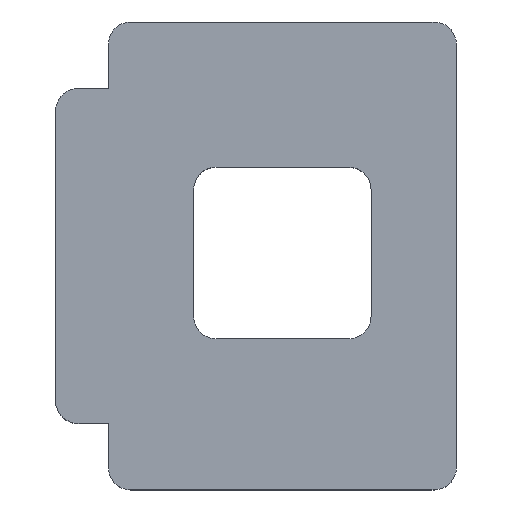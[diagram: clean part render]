
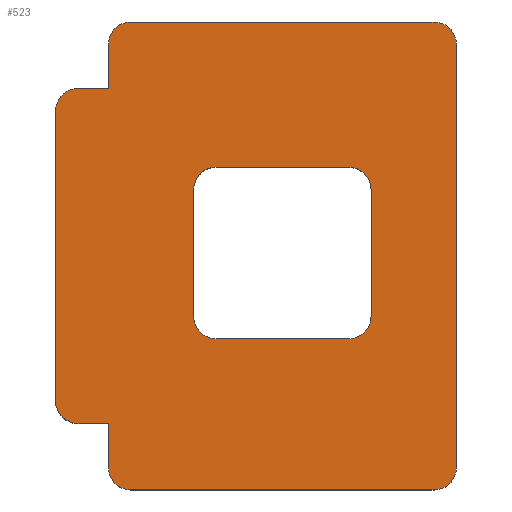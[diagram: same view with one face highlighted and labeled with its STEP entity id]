
A CAD part, top view. The second image highlights one B-rep face of the part: STEP entity #523.
In plain terms, the highlighted planar face has unit normal (0, 0, 1).
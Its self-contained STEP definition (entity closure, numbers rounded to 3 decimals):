
#27=FACE_BOUND('',#60,.T.);
#31=FACE_OUTER_BOUND('',#59,.T.);
#59=EDGE_LOOP('',(#360,#361,#362,#363,#364,#365,#366,#367,#368,#369,#370,
#371,#372,#373));
#60=EDGE_LOOP('',(#374,#375,#376,#377,#378,#379,#380,#381));
#93=LINE('',#802,#147);
#94=LINE('',#806,#148);
#95=LINE('',#810,#149);
#96=LINE('',#814,#150);
#97=LINE('',#816,#151);
#98=LINE('',#820,#152);
#99=LINE('',#823,#153);
#100=LINE('',#827,#154);
#101=LINE('',#831,#155);
#102=LINE('',#835,#156);
#103=LINE('',#839,#157);
#104=LINE('',#843,#158);
#147=VECTOR('',#639,10.);
#148=VECTOR('',#642,10.);
#149=VECTOR('',#645,10.);
#150=VECTOR('',#648,10.);
#151=VECTOR('',#649,10.);
#152=VECTOR('',#652,10.);
#153=VECTOR('',#655,10.);
#154=VECTOR('',#658,10.);
#155=VECTOR('',#661,10.);
#156=VECTOR('',#664,10.);
#157=VECTOR('',#667,10.);
#158=VECTOR('',#670,10.);
#198=CIRCLE('',#575,10.);
#199=CIRCLE('',#576,10.);
#200=CIRCLE('',#577,10.);
#201=CIRCLE('',#578,10.);
#202=CIRCLE('',#579,10.);
#203=CIRCLE('',#580,10.);
#204=CIRCLE('',#581,10.);
#205=CIRCLE('',#582,10.);
#206=CIRCLE('',#583,10.);
#207=CIRCLE('',#584,10.);
#226=VERTEX_POINT('',#798);
#227=VERTEX_POINT('',#800);
#228=VERTEX_POINT('',#804);
#229=VERTEX_POINT('',#805);
#230=VERTEX_POINT('',#807);
#231=VERTEX_POINT('',#809);
#232=VERTEX_POINT('',#811);
#233=VERTEX_POINT('',#813);
#234=VERTEX_POINT('',#815);
#235=VERTEX_POINT('',#817);
#236=VERTEX_POINT('',#819);
#237=VERTEX_POINT('',#821);
#238=VERTEX_POINT('',#824);
#239=VERTEX_POINT('',#826);
#240=VERTEX_POINT('',#829);
#241=VERTEX_POINT('',#830);
#242=VERTEX_POINT('',#832);
#243=VERTEX_POINT('',#834);
#244=VERTEX_POINT('',#836);
#245=VERTEX_POINT('',#838);
#246=VERTEX_POINT('',#840);
#247=VERTEX_POINT('',#842);
#280=EDGE_CURVE('',#226,#227,#93,.T.);
#281=EDGE_CURVE('',#228,#229,#94,.T.);
#282=EDGE_CURVE('',#229,#230,#198,.T.);
#283=EDGE_CURVE('',#230,#231,#95,.T.);
#284=EDGE_CURVE('',#231,#232,#199,.T.);
#285=EDGE_CURVE('',#232,#233,#96,.T.);
#286=EDGE_CURVE('',#233,#234,#97,.T.);
#287=EDGE_CURVE('',#234,#235,#200,.T.);
#288=EDGE_CURVE('',#235,#236,#98,.T.);
#289=EDGE_CURVE('',#236,#237,#201,.T.);
#290=EDGE_CURVE('',#237,#226,#99,.T.);
#291=EDGE_CURVE('',#227,#238,#202,.T.);
#292=EDGE_CURVE('',#238,#239,#100,.T.);
#293=EDGE_CURVE('',#239,#228,#203,.T.);
#294=EDGE_CURVE('',#240,#241,#101,.T.);
#295=EDGE_CURVE('',#241,#242,#204,.T.);
#296=EDGE_CURVE('',#242,#243,#102,.T.);
#297=EDGE_CURVE('',#243,#244,#205,.T.);
#298=EDGE_CURVE('',#244,#245,#103,.T.);
#299=EDGE_CURVE('',#245,#246,#206,.T.);
#300=EDGE_CURVE('',#246,#247,#104,.T.);
#301=EDGE_CURVE('',#247,#240,#207,.T.);
#360=ORIENTED_EDGE('',*,*,#281,.T.);
#361=ORIENTED_EDGE('',*,*,#282,.T.);
#362=ORIENTED_EDGE('',*,*,#283,.T.);
#363=ORIENTED_EDGE('',*,*,#284,.T.);
#364=ORIENTED_EDGE('',*,*,#285,.T.);
#365=ORIENTED_EDGE('',*,*,#286,.T.);
#366=ORIENTED_EDGE('',*,*,#287,.T.);
#367=ORIENTED_EDGE('',*,*,#288,.T.);
#368=ORIENTED_EDGE('',*,*,#289,.T.);
#369=ORIENTED_EDGE('',*,*,#290,.T.);
#370=ORIENTED_EDGE('',*,*,#280,.T.);
#371=ORIENTED_EDGE('',*,*,#291,.T.);
#372=ORIENTED_EDGE('',*,*,#292,.T.);
#373=ORIENTED_EDGE('',*,*,#293,.T.);
#374=ORIENTED_EDGE('',*,*,#294,.T.);
#375=ORIENTED_EDGE('',*,*,#295,.T.);
#376=ORIENTED_EDGE('',*,*,#296,.T.);
#377=ORIENTED_EDGE('',*,*,#297,.T.);
#378=ORIENTED_EDGE('',*,*,#298,.T.);
#379=ORIENTED_EDGE('',*,*,#299,.T.);
#380=ORIENTED_EDGE('',*,*,#300,.T.);
#381=ORIENTED_EDGE('',*,*,#301,.T.);
#507=PLANE('',#574);
#523=ADVANCED_FACE('',(#31,#27),#507,.T.);
#574=AXIS2_PLACEMENT_3D('',#803,#640,#641);
#575=AXIS2_PLACEMENT_3D('',#808,#643,#644);
#576=AXIS2_PLACEMENT_3D('',#812,#646,#647);
#577=AXIS2_PLACEMENT_3D('',#818,#650,#651);
#578=AXIS2_PLACEMENT_3D('',#822,#653,#654);
#579=AXIS2_PLACEMENT_3D('',#825,#656,#657);
#580=AXIS2_PLACEMENT_3D('',#828,#659,#660);
#581=AXIS2_PLACEMENT_3D('',#833,#662,#663);
#582=AXIS2_PLACEMENT_3D('',#837,#665,#666);
#583=AXIS2_PLACEMENT_3D('',#841,#668,#669);
#584=AXIS2_PLACEMENT_3D('',#844,#671,#672);
#639=DIRECTION('',(0.,-1.,0.));
#640=DIRECTION('center_axis',(0.,0.,1.));
#641=DIRECTION('ref_axis',(1.,0.,0.));
#642=DIRECTION('',(0.,1.,0.));
#643=DIRECTION('center_axis',(0.,0.,1.));
#644=DIRECTION('ref_axis',(-1.,0.,0.));
#645=DIRECTION('',(-1.,0.,0.));
#646=DIRECTION('center_axis',(0.,0.,1.));
#647=DIRECTION('ref_axis',(0.,-1.,0.));
#648=DIRECTION('',(0.,-1.,0.));
#649=DIRECTION('',(-1.,0.,0.));
#650=DIRECTION('center_axis',(0.,0.,1.));
#651=DIRECTION('ref_axis',(0.,1.,0.));
#652=DIRECTION('',(0.,-1.,0.));
#653=DIRECTION('center_axis',(0.,0.,1.));
#654=DIRECTION('ref_axis',(-1.,0.,0.));
#655=DIRECTION('',(1.,0.,0.));
#656=DIRECTION('center_axis',(0.,0.,1.));
#657=DIRECTION('ref_axis',(1.,0.,0.));
#658=DIRECTION('',(1.,0.,0.));
#659=DIRECTION('center_axis',(0.,0.,1.));
#660=DIRECTION('ref_axis',(0.,1.,0.));
#661=DIRECTION('',(-1.,0.,0.));
#662=DIRECTION('center_axis',(0.,0.,-1.));
#663=DIRECTION('ref_axis',(1.,0.,0.));
#664=DIRECTION('',(0.,1.,0.));
#665=DIRECTION('center_axis',(0.,0.,-1.));
#666=DIRECTION('ref_axis',(0.,-1.,0.));
#667=DIRECTION('',(1.,0.,0.));
#668=DIRECTION('center_axis',(0.,0.,-1.));
#669=DIRECTION('ref_axis',(-1.,0.,0.));
#670=DIRECTION('',(0.,-1.,0.));
#671=DIRECTION('center_axis',(0.,0.,-1.));
#672=DIRECTION('ref_axis',(0.,1.,0.));
#798=CARTESIAN_POINT('',(-167.262,4.201,91.144));
#800=CARTESIAN_POINT('',(-167.262,-15.579,91.144));
#802=CARTESIAN_POINT('',(-167.262,-15.579,91.144));
#803=CARTESIAN_POINT('Origin',(-89.393,79.135,91.144));
#804=CARTESIAN_POINT('',(-11.524,-15.579,91.144));
#805=CARTESIAN_POINT('',(-11.524,173.848,91.144));
#806=CARTESIAN_POINT('',(-11.524,173.848,91.144));
#807=CARTESIAN_POINT('',(-21.524,183.848,91.144));
#808=CARTESIAN_POINT('Origin',(-21.524,173.848,91.144));
#809=CARTESIAN_POINT('',(-157.262,183.848,91.144));
#810=CARTESIAN_POINT('',(-157.262,183.848,91.144));
#811=CARTESIAN_POINT('',(-167.262,173.848,91.144));
#812=CARTESIAN_POINT('Origin',(-157.262,173.848,91.144));
#813=CARTESIAN_POINT('',(-167.262,154.069,91.144));
#814=CARTESIAN_POINT('',(-167.262,-15.579,91.144));
#815=CARTESIAN_POINT('',(-180.846,154.069,91.144));
#816=CARTESIAN_POINT('',(-21.524,154.069,91.144));
#817=CARTESIAN_POINT('',(-190.846,144.069,91.144));
#818=CARTESIAN_POINT('Origin',(-180.846,144.069,91.144));
#819=CARTESIAN_POINT('',(-190.846,14.201,91.144));
#820=CARTESIAN_POINT('',(-190.846,144.069,91.144));
#821=CARTESIAN_POINT('',(-180.846,4.201,91.144));
#822=CARTESIAN_POINT('Origin',(-180.846,14.201,91.144));
#823=CARTESIAN_POINT('',(-180.846,4.201,91.144));
#824=CARTESIAN_POINT('',(-157.262,-25.579,91.144));
#825=CARTESIAN_POINT('Origin',(-157.262,-15.579,91.144));
#826=CARTESIAN_POINT('',(-21.524,-25.579,91.144));
#827=CARTESIAN_POINT('',(-21.524,-25.579,91.144));
#828=CARTESIAN_POINT('Origin',(-21.524,-15.579,91.144));
#829=CARTESIAN_POINT('',(-59.714,42.061,91.144));
#830=CARTESIAN_POINT('',(-119.073,42.061,91.144));
#831=CARTESIAN_POINT('',(-110.129,42.061,91.144));
#832=CARTESIAN_POINT('',(-129.073,52.061,91.144));
#833=CARTESIAN_POINT('Origin',(-119.073,52.061,91.144));
#834=CARTESIAN_POINT('',(-129.073,108.916,91.144));
#835=CARTESIAN_POINT('',(-129.073,94.025,91.144));
#836=CARTESIAN_POINT('',(-119.073,118.916,91.144));
#837=CARTESIAN_POINT('Origin',(-119.073,108.916,91.144));
#838=CARTESIAN_POINT('',(-59.714,118.916,91.144));
#839=CARTESIAN_POINT('',(-80.45,118.916,91.144));
#840=CARTESIAN_POINT('',(-49.714,108.916,91.144));
#841=CARTESIAN_POINT('Origin',(-59.714,108.916,91.144));
#842=CARTESIAN_POINT('',(-49.714,52.061,91.144));
#843=CARTESIAN_POINT('',(-49.714,65.598,91.144));
#844=CARTESIAN_POINT('Origin',(-59.714,52.061,91.144));
